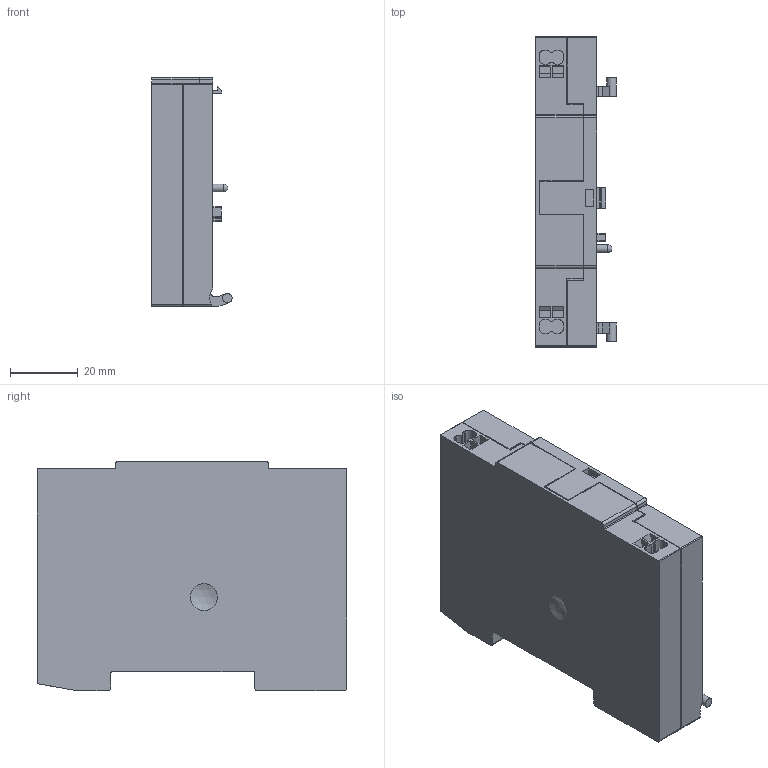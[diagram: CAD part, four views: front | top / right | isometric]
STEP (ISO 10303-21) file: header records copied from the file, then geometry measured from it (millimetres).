
FILE_DESCRIPTION(/* description */ ('STEP AP242','CAx-IF Rec.Pracs.---Representation and Presentation of Product Manufacturing Information (PMI)---4.0---2014-10-13','CAx-IF Rec.Pracs.---3D Tessellated Geometry---0.4---2014-09-14','2;1'),/* implementation_level */ '2;1');
FILE_NAME(/* name */ 'a_pkz_pi',/* time_stamp */ '2025-01-22T09:12:57+01:00',/* author */ ('License CC BY-ND 4.0'),/* organization */ ('CADENAS'),/* preprocessor_version */ 'ST-DEVELOPER v19.3',/* originating_system */ 'PARTsolutions',/* authorisation */ ' ');
FILE_SCHEMA (('AP242_MANAGED_MODEL_BASED_3D_ENGINEERING_MIM_LF { 1 0 10303 442 1 1 4 }'));
Length unit declared in the file: millimetre
Products named in the file (1): Y7-199335
Bounding box: 23.65 x 91.2 x 67.5 mm (x, y, z)
Volume: 102993.9 mm3; surface area: 19001.2 mm2
Topology: 1 solids, 1 shells, 304 faces, 857 edges, 570 vertices
Faces by surface type: plane 182, cylinder 113, sphere 6, cone 3
Full cylindrical faces by diameter (mm): 2.3 x1, 2.8 x2, 4.6 x3
Entity records: 9783 total; most frequent: CARTESIAN_POINT 1831, ORIENTED_EDGE 1674, DIRECTION 1639, EDGE_CURVE 837, VERTEX_POINT 563, LINE 561, VECTOR 561, AXIS2_PLACEMENT_3D 539
